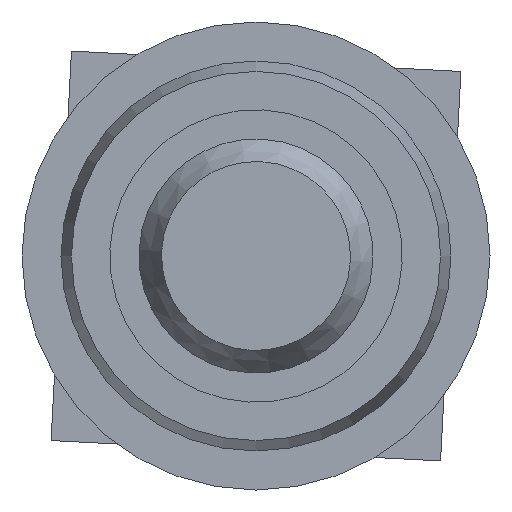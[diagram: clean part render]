
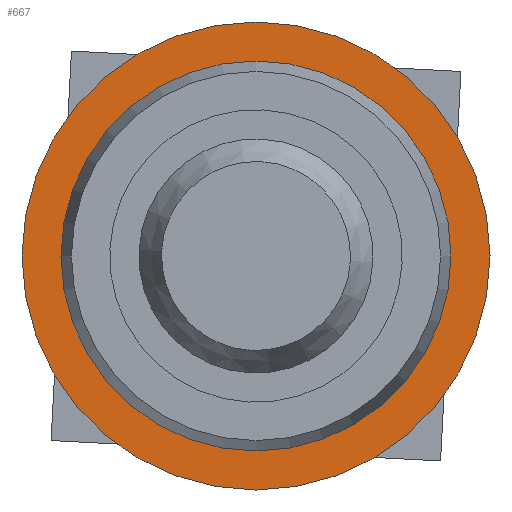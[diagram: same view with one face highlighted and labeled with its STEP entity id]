
A CAD part, left-side view. The second image highlights one B-rep face of the part: STEP entity #667.
In plain terms, the highlighted planar face has unit normal (-1, 0, 0).
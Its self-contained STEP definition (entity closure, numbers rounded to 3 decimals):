
#27=FACE_BOUND('',#116,.T.);
#43=PLANE('',#751);
#74=FACE_OUTER_BOUND('',#115,.T.);
#115=EDGE_LOOP('',(#554,#555));
#116=EDGE_LOOP('',(#556));
#152=CIRCLE('',#752,6.);
#153=CIRCLE('',#753,6.);
#154=CIRCLE('',#754,4.732);
#302=VERTEX_POINT('',#2632);
#303=VERTEX_POINT('',#2633);
#304=VERTEX_POINT('',#2636);
#390=EDGE_CURVE('',#302,#303,#152,.T.);
#391=EDGE_CURVE('',#303,#302,#153,.T.);
#392=EDGE_CURVE('',#304,#304,#154,.T.);
#554=ORIENTED_EDGE('',*,*,#390,.F.);
#555=ORIENTED_EDGE('',*,*,#391,.F.);
#556=ORIENTED_EDGE('',*,*,#392,.F.);
#667=ADVANCED_FACE('',(#74,#27),#43,.F.);
#751=AXIS2_PLACEMENT_3D('',#2631,#914,#915);
#752=AXIS2_PLACEMENT_3D('',#2634,#916,#917);
#753=AXIS2_PLACEMENT_3D('',#2635,#918,#919);
#754=AXIS2_PLACEMENT_3D('',#2637,#920,#921);
#914=DIRECTION('center_axis',(1.,0.,0.));
#915=DIRECTION('ref_axis',(0.,0.,-1.));
#916=DIRECTION('center_axis',(1.,0.,0.));
#917=DIRECTION('ref_axis',(0.,0.,-1.));
#918=DIRECTION('center_axis',(1.,0.,0.));
#919=DIRECTION('ref_axis',(0.,0.,-1.));
#920=DIRECTION('center_axis',(-1.,0.,0.));
#921=DIRECTION('ref_axis',(0.,-1.,0.));
#2631=CARTESIAN_POINT('Origin',(25.,0.,0.));
#2632=CARTESIAN_POINT('',(25.,0.,-6.));
#2633=CARTESIAN_POINT('',(25.,0.,6.));
#2634=CARTESIAN_POINT('Origin',(25.,0.,0.));
#2635=CARTESIAN_POINT('Origin',(25.,0.,0.));
#2636=CARTESIAN_POINT('',(25.,4.732,0.));
#2637=CARTESIAN_POINT('Origin',(25.,0.,0.));
